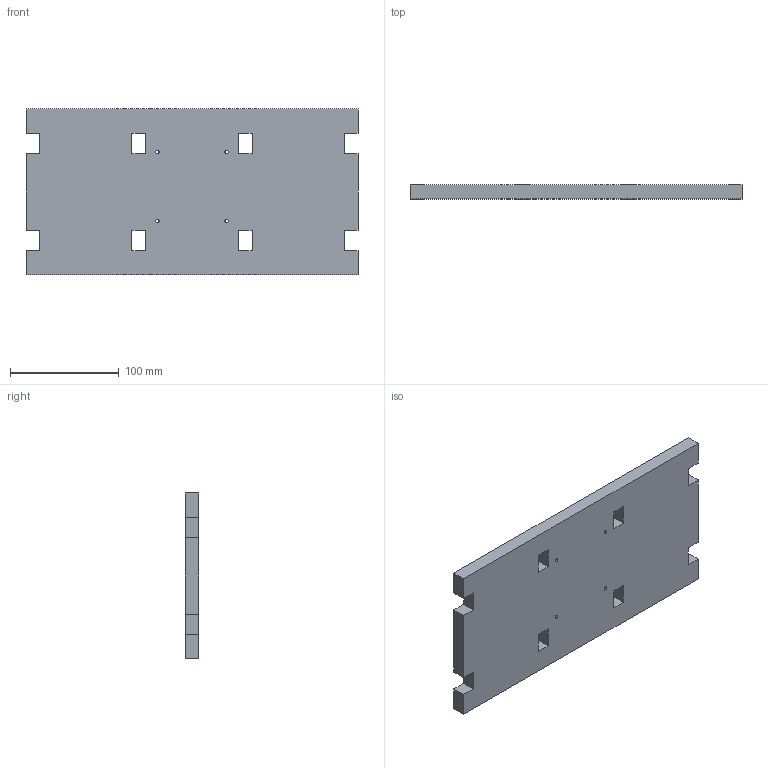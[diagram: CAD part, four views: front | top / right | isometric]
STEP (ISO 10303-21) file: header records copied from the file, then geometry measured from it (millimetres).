
FILE_DESCRIPTION(('HOOPS Exchange Step'),'2;1');
FILE_NAME('174021ecfda4119a8929281d9cf8762e20200328-3321-1s0aera.SLDPRT.step','2020-03-28T05:24:08+00:00',('converter2'),('Unknown organisation'),'HOOPS Exchange 2019.2','HOOPS Exchange','Unknown authorisation');
FILE_SCHEMA( ('AUTOMOTIVE_DESIGN { 1 0 10303 214 1 1 1 1 }') );
Length unit declared in the file: inch
Products named in the file (2): Default; 174021ecfda4119a8929281d9cf8762e20200328-3321-1s0aera
Assembly tree (1 placements, depth 2):
  174021ecfda4119a8929281d9cf8762e20200328-3321-1s0aera
    Default
Bounding box: 304.8 x 12.7 x 152.4 mm (x, y, z)
Volume: 564951.5 mm3; surface area: 105604.4 mm2
Topology: 1 solids, 1 shells, 42 faces, 124 edges, 84 vertices
Faces by surface type: plane 38, cylinder 4
Full cylindrical faces by diameter (mm): 3.175 x4
Entity records: 1477 total; most frequent: CARTESIAN_POINT 253, ORIENTED_EDGE 248, DIRECTION 226, EDGE_CURVE 124, VECTOR 112, LINE 112, VERTEX_POINT 84, EDGE_LOOP 58
